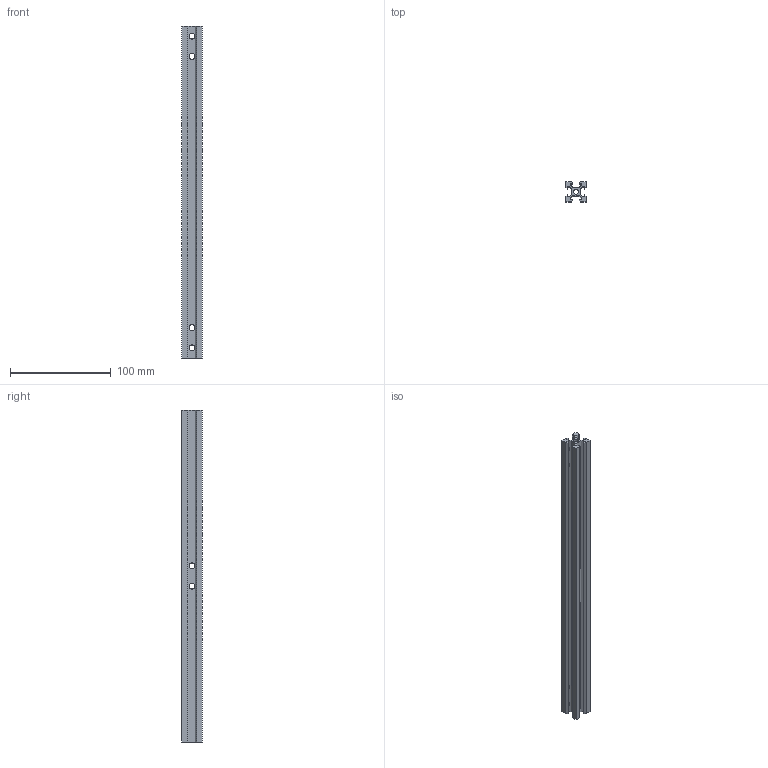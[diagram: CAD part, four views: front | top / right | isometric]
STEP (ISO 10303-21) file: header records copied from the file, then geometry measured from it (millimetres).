
FILE_DESCRIPTION(('FreeCAD Model'),'2;1');
FILE_NAME( '2020-frame.step', '2020-08-30T22:15:32',('Author'),(''), 'Open CASCADE STEP processor 7.3','FreeCAD','Unknown');
FILE_SCHEMA(('AUTOMOTIVE_DESIGN { 1 0 10303 214 1 1 1 1 }'));
Length unit declared in the file: millimetre
Products named in the file (1): Body
Bounding box: 20 x 20 x 330 mm (x, y, z)
Volume: 55432.6 mm3; surface area: 52591.9 mm2
Topology: 1 solids, 1 shells, 111 faces, 303 edges, 190 vertices
Faces by surface type: plane 74, cylinder 37
Full cylindrical faces by diameter (mm): 5 x7, 6 x6
Entity records: 11445 total; most frequent: CARTESIAN_POINT 5371, DIRECTION 1133, LINE 665, VECTOR 665, ORIENTED_EDGE 606, PCURVE 606, DEFINITIONAL_REPRESENTATION 606, EDGE_CURVE 303
